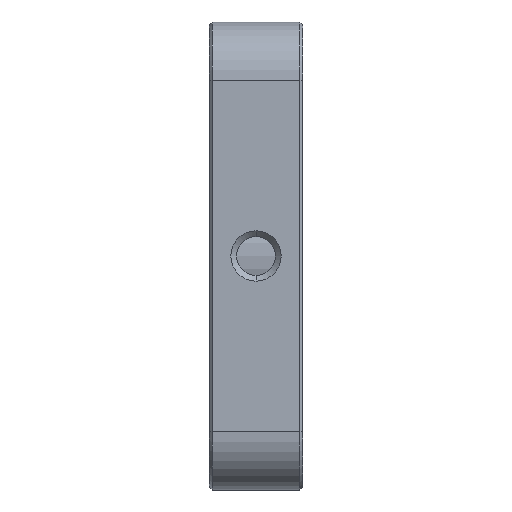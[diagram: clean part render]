
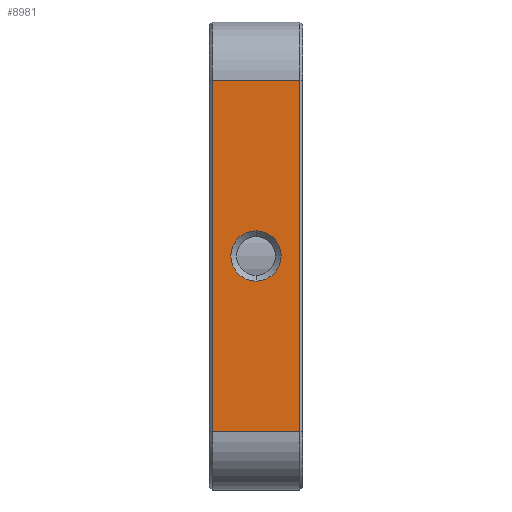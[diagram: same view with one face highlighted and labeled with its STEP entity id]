
A CAD part, front view. The second image highlights one B-rep face of the part: STEP entity #8981.
In plain terms, the highlighted planar face has unit normal (0, -1, 0).
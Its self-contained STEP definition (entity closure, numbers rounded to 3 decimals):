
#168 = DIRECTION ( 'NONE',  ( -1., 0., 0. ) ) ;
#294 = VERTEX_POINT ( 'NONE', #6572 ) ;
#323 = CARTESIAN_POINT ( 'NONE',  ( -14.71, -17.891, 42.15 ) ) ;
#357 = EDGE_CURVE ( 'NONE', #4609, #457, #5461, .T. ) ;
#446 = VERTEX_POINT ( 'NONE', #487 ) ;
#457 = VERTEX_POINT ( 'NONE', #7802 ) ;
#487 = CARTESIAN_POINT ( 'NONE',  ( -18.46, -17.891, 55. ) ) ;
#554 = ORIENTED_EDGE ( 'NONE', *, *, #4965, .T. ) ;
#892 = DIRECTION ( 'NONE',  ( 0., 0., 1. ) ) ;
#1013 = DIRECTION ( 'NONE',  ( 0., 0., -1. ) ) ;
#1068 = ORIENTED_EDGE ( 'NONE', *, *, #3965, .T. ) ;
#1306 = CARTESIAN_POINT ( 'NONE',  ( -10.71, -17.891, 25. ) ) ;
#1668 = VERTEX_POINT ( 'NONE', #323 ) ;
#1714 = CARTESIAN_POINT ( 'NONE',  ( -10.96, -17.891, 55. ) ) ;
#1852 = DIRECTION ( 'NONE',  ( 0., 0., 1. ) ) ;
#2091 = AXIS2_PLACEMENT_3D ( 'NONE', #3149, #7172, #892 ) ;
#2105 = FACE_BOUND ( 'NONE', #3898, .T. ) ;
#2275 = EDGE_LOOP ( 'NONE', ( #554, #1068, #6137, #8770 ) ) ;
#2536 = CARTESIAN_POINT ( 'NONE',  ( -18.46, -17.891, 60. ) ) ;
#2664 = CIRCLE ( 'NONE', #3973, 2.15 ) ;
#2995 = DIRECTION ( 'NONE',  ( 0., 0., -1. ) ) ;
#3088 = LINE ( 'NONE', #8881, #9675 ) ;
#3149 = CARTESIAN_POINT ( 'NONE',  ( -10.71, -17.891, 60. ) ) ;
#3394 = EDGE_CURVE ( 'NONE', #294, #1668, #2664, .T. ) ;
#3622 = VECTOR ( 'NONE', #1013, 1000. ) ;
#3898 = EDGE_LOOP ( 'NONE', ( #4797, #5848 ) ) ;
#3965 = EDGE_CURVE ( 'NONE', #446, #4609, #5713, .T. ) ;
#3973 = AXIS2_PLACEMENT_3D ( 'NONE', #5814, #8929, #8960 ) ;
#4191 = VECTOR ( 'NONE', #1852, 1000. ) ;
#4609 = VERTEX_POINT ( 'NONE', #7380 ) ;
#4698 = AXIS2_PLACEMENT_3D ( 'NONE', #5194, #8370, #2995 ) ;
#4797 = ORIENTED_EDGE ( 'NONE', *, *, #3394, .F. ) ;
#4965 = EDGE_CURVE ( 'NONE', #5610, #446, #3088, .T. ) ;
#5194 = CARTESIAN_POINT ( 'NONE',  ( -14.71, -17.891, 40. ) ) ;
#5336 = VECTOR ( 'NONE', #9126, 1000. ) ;
#5461 = LINE ( 'NONE', #1306, #5336 ) ;
#5506 = EDGE_CURVE ( 'NONE', #457, #5610, #8298, .T. ) ;
#5610 = VERTEX_POINT ( 'NONE', #1714 ) ;
#5713 = LINE ( 'NONE', #2536, #3622 ) ;
#5814 = CARTESIAN_POINT ( 'NONE',  ( -14.71, -17.891, 40. ) ) ;
#5848 = ORIENTED_EDGE ( 'NONE', *, *, #9333, .F. ) ;
#6137 = ORIENTED_EDGE ( 'NONE', *, *, #357, .T. ) ;
#6572 = CARTESIAN_POINT ( 'NONE',  ( -14.71, -17.891, 37.85 ) ) ;
#7172 = DIRECTION ( 'NONE',  ( 0., 1., 0. ) ) ;
#7323 = CARTESIAN_POINT ( 'NONE',  ( -10.96, -17.891, 55. ) ) ;
#7380 = CARTESIAN_POINT ( 'NONE',  ( -18.46, -17.891, 25. ) ) ;
#7451 = CIRCLE ( 'NONE', #4698, 2.15 ) ;
#7802 = CARTESIAN_POINT ( 'NONE',  ( -10.96, -17.891, 25. ) ) ;
#8298 = LINE ( 'NONE', #7323, #4191 ) ;
#8312 = FACE_OUTER_BOUND ( 'NONE', #2275, .T. ) ;
#8370 = DIRECTION ( 'NONE',  ( 0., -1., 0. ) ) ;
#8770 = ORIENTED_EDGE ( 'NONE', *, *, #5506, .T. ) ;
#8881 = CARTESIAN_POINT ( 'NONE',  ( -10.71, -17.891, 55. ) ) ;
#8929 = DIRECTION ( 'NONE',  ( 0., -1., 0. ) ) ;
#8960 = DIRECTION ( 'NONE',  ( 0., 0., -1. ) ) ;
#8981 = ADVANCED_FACE ( 'NONE', ( #2105, #8312 ), #9289, .F. ) ;
#9126 = DIRECTION ( 'NONE',  ( 1., 0., 0. ) ) ;
#9289 = PLANE ( 'NONE',  #2091 ) ;
#9333 = EDGE_CURVE ( 'NONE', #1668, #294, #7451, .T. ) ;
#9675 = VECTOR ( 'NONE', #168, 1000. ) ;
